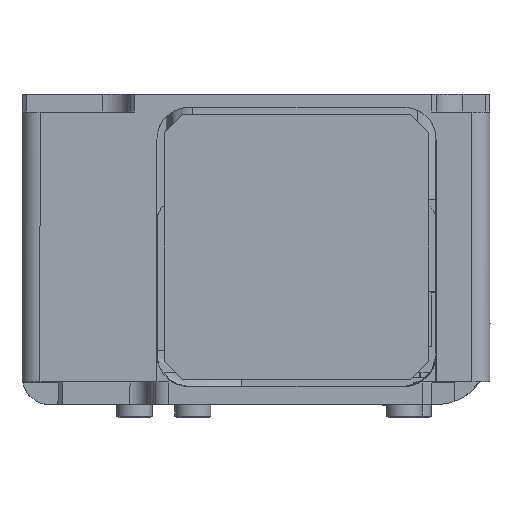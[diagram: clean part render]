
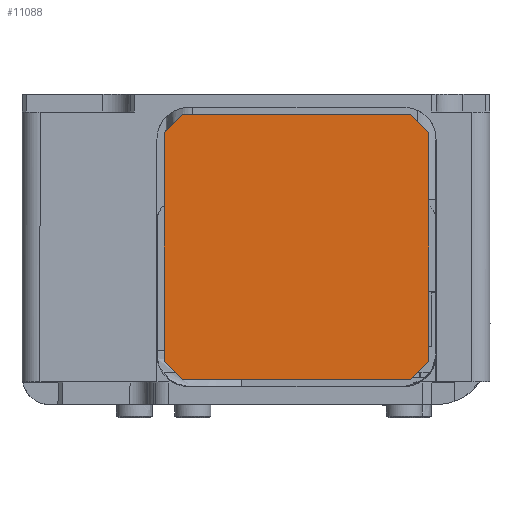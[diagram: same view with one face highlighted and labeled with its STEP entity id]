
A CAD part, front view. The second image highlights one B-rep face of the part: STEP entity #11088.
In plain terms, the highlighted free-form (B-spline) face has degree [1, 1] with [2, 2] control points.
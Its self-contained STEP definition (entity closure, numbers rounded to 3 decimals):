
#388 = B_SPLINE_SURFACE_WITH_KNOTS ( 'NONE', 1, 1, ( 
 ( #8481, #18494 ),
 ( #13438, #4899 ) ),
 .UNSPECIFIED., .F., .F., .F.,
 ( 2, 2 ),
 ( 2, 2 ),
 ( 0., 1. ),
 ( 0., 1. ),
 .UNSPECIFIED. ) ;
#691 = CARTESIAN_POINT ( 'NONE',  ( -10.2, -25.95, 26.7 ) ) ;
#1325 = VERTEX_POINT ( 'NONE', #7427 ) ;
#2176 = CARTESIAN_POINT ( 'NONE',  ( -8.867, -25.95, 28.033 ) ) ;
#2302 = ORIENTED_EDGE ( 'NONE', *, *, #7890, .T. ) ;
#2514 = ORIENTED_EDGE ( 'NONE', *, *, #17518, .F. ) ;
#2615 = B_SPLINE_CURVE_WITH_KNOTS ( 'NONE', 1,
 ( #10105, #17221 ),
 .UNSPECIFIED., .F., .F.,
 ( 2, 2 ),
 ( 0., 1. ),
 .UNSPECIFIED. ) ;
#2626 = EDGE_LOOP ( 'NONE', ( #16709, #10005, #19513, #20524, #2514, #16497, #2302, #16600 ) ) ;
#3077 = CARTESIAN_POINT ( 'NONE',  ( 17.2, -25.95, 28.7 ) ) ;
#3150 = EDGE_CURVE ( 'NONE', #9621, #18652, #19931, .T. ) ;
#4139 = CARTESIAN_POINT ( 'NONE',  ( -10.2, -25.95, 26.7 ) ) ;
#4269 = CARTESIAN_POINT ( 'NONE',  ( 17.2, -25.95, -0.7 ) ) ;
#4788 = B_SPLINE_CURVE_WITH_KNOTS ( 'NONE', 1,
 ( #15872, #9387 ),
 .UNSPECIFIED., .F., .F.,
 ( 2, 2 ),
 ( 0., 1. ),
 .UNSPECIFIED. ) ;
#4899 = CARTESIAN_POINT ( 'NONE',  ( -10.2, -25.95, 28.7 ) ) ;
#5007 = EDGE_CURVE ( 'NONE', #16678, #9621, #15603, .T. ) ;
#5223 = VERTEX_POINT ( 'NONE', #4139 ) ;
#6000 = EDGE_CURVE ( 'NONE', #1325, #16678, #2615, .T. ) ;
#6246 = VERTEX_POINT ( 'NONE', #10188 ) ;
#6319 = CARTESIAN_POINT ( 'NONE',  ( 17.2, -25.95, -0.7 ) ) ;
#7256 = CARTESIAN_POINT ( 'NONE',  ( 17.2, -25.95, 28.7 ) ) ;
#7427 = CARTESIAN_POINT ( 'NONE',  ( 19.2, -25.95, 26.7 ) ) ;
#7516 = B_SPLINE_CURVE_WITH_KNOTS ( 'NONE', 1,
 ( #3077, #9665 ),
 .UNSPECIFIED., .F., .F.,
 ( 2, 2 ),
 ( 0., 1. ),
 .UNSPECIFIED. ) ;
#7890 = EDGE_CURVE ( 'NONE', #6246, #5223, #12431, .T. ) ;
#8481 = CARTESIAN_POINT ( 'NONE',  ( 19.2, -25.95, -0.7 ) ) ;
#8487 = CARTESIAN_POINT ( 'NONE',  ( 19.2, -25.95, 1.3 ) ) ;
#8548 = CARTESIAN_POINT ( 'NONE',  ( -8.2, -25.95, 28.7 ) ) ;
#8656 = CARTESIAN_POINT ( 'NONE',  ( -9.533, -25.95, 27.367 ) ) ;
#9005 = CARTESIAN_POINT ( 'NONE',  ( 17.2, -25.95, -0.7 ) ) ;
#9157 = CARTESIAN_POINT ( 'NONE',  ( 17.2, -25.95, 28.7 ) ) ;
#9219 = B_SPLINE_CURVE_WITH_KNOTS ( 'NONE', 1,
 ( #15866, #17453 ),
 .UNSPECIFIED., .F., .F.,
 ( 2, 2 ),
 ( 0., 1. ),
 .UNSPECIFIED. ) ;
#9387 = CARTESIAN_POINT ( 'NONE',  ( -10.2, -25.95, 1.3 ) ) ;
#9458 = EDGE_CURVE ( 'NONE', #13159, #6246, #7516, .T. ) ;
#9621 = VERTEX_POINT ( 'NONE', #9005 ) ;
#9665 = CARTESIAN_POINT ( 'NONE',  ( -8.2, -25.95, 28.7 ) ) ;
#10005 = ORIENTED_EDGE ( 'NONE', *, *, #3150, .F. ) ;
#10105 = CARTESIAN_POINT ( 'NONE',  ( 19.2, -25.95, 26.7 ) ) ;
#10188 = CARTESIAN_POINT ( 'NONE',  ( -8.2, -25.95, 28.7 ) ) ;
#10841 = CARTESIAN_POINT ( 'NONE',  ( -8.2, -25.95, -0.7 ) ) ;
#10989 = CARTESIAN_POINT ( 'NONE',  ( -8.2, -25.95, -0.7 ) ) ;
#11088 = ADVANCED_FACE ( 'NONE', ( #15184 ), #388, .F. ) ;
#11747 = EDGE_CURVE ( 'NONE', #18652, #20318, #4788, .T. ) ;
#12431 = B_SPLINE_CURVE_WITH_KNOTS ( 'NONE', 3,
 ( #8548, #2176, #8656, #691 ),
 .UNSPECIFIED., .F., .F.,
 ( 4, 4 ),
 ( 0., 1. ),
 .UNSPECIFIED. ) ;
#12919 = CARTESIAN_POINT ( 'NONE',  ( 19.2, -25.95, 1.3 ) ) ;
#13159 = VERTEX_POINT ( 'NONE', #9157 ) ;
#13163 = EDGE_CURVE ( 'NONE', #5223, #20318, #9219, .T. ) ;
#13438 = CARTESIAN_POINT ( 'NONE',  ( -10.2, -25.95, -0.7 ) ) ;
#15164 = CARTESIAN_POINT ( 'NONE',  ( 19.2, -25.95, 26.7 ) ) ;
#15184 = FACE_OUTER_BOUND ( 'NONE', #2626, .T. ) ;
#15603 = B_SPLINE_CURVE_WITH_KNOTS ( 'NONE', 1,
 ( #12919, #6319 ),
 .UNSPECIFIED., .F., .F.,
 ( 2, 2 ),
 ( 0., 1. ),
 .UNSPECIFIED. ) ;
#15866 = CARTESIAN_POINT ( 'NONE',  ( -10.2, -25.95, 26.7 ) ) ;
#15872 = CARTESIAN_POINT ( 'NONE',  ( -8.2, -25.95, -0.7 ) ) ;
#16497 = ORIENTED_EDGE ( 'NONE', *, *, #9458, .T. ) ;
#16600 = ORIENTED_EDGE ( 'NONE', *, *, #13163, .T. ) ;
#16678 = VERTEX_POINT ( 'NONE', #8487 ) ;
#16709 = ORIENTED_EDGE ( 'NONE', *, *, #11747, .F. ) ;
#17221 = CARTESIAN_POINT ( 'NONE',  ( 19.2, -25.95, 1.3 ) ) ;
#17453 = CARTESIAN_POINT ( 'NONE',  ( -10.2, -25.95, 1.3 ) ) ;
#17518 = EDGE_CURVE ( 'NONE', #13159, #1325, #20038, .T. ) ;
#17858 = CARTESIAN_POINT ( 'NONE',  ( -10.2, -25.95, 1.3 ) ) ;
#18494 = CARTESIAN_POINT ( 'NONE',  ( 19.2, -25.95, 28.7 ) ) ;
#18652 = VERTEX_POINT ( 'NONE', #10841 ) ;
#19513 = ORIENTED_EDGE ( 'NONE', *, *, #5007, .F. ) ;
#19931 = B_SPLINE_CURVE_WITH_KNOTS ( 'NONE', 1,
 ( #4269, #10989 ),
 .UNSPECIFIED., .F., .F.,
 ( 2, 2 ),
 ( 0., 1. ),
 .UNSPECIFIED. ) ;
#20038 = B_SPLINE_CURVE_WITH_KNOTS ( 'NONE', 1,
 ( #7256, #15164 ),
 .UNSPECIFIED., .F., .F.,
 ( 2, 2 ),
 ( 0., 1. ),
 .UNSPECIFIED. ) ;
#20318 = VERTEX_POINT ( 'NONE', #17858 ) ;
#20524 = ORIENTED_EDGE ( 'NONE', *, *, #6000, .F. ) ;
